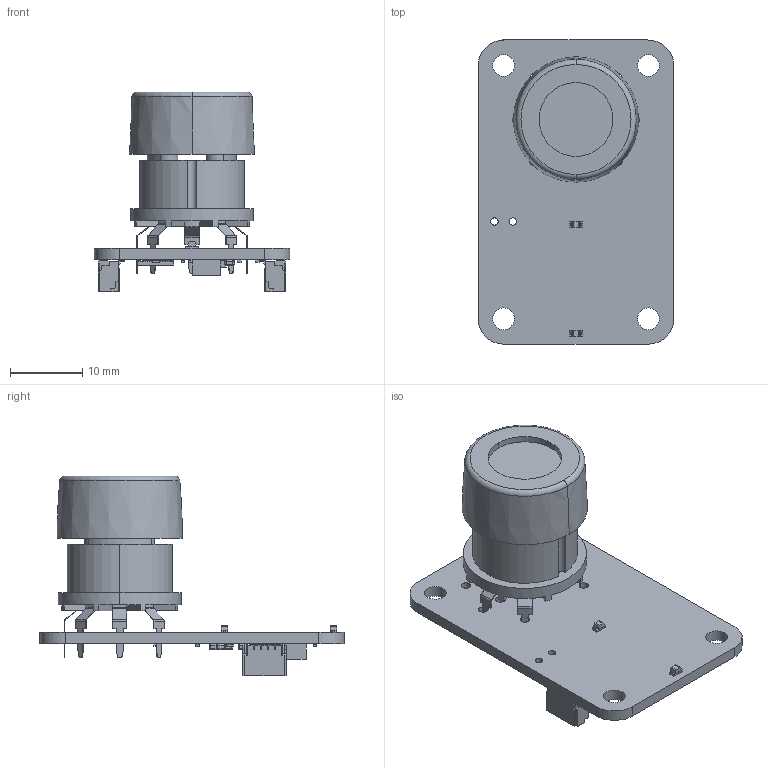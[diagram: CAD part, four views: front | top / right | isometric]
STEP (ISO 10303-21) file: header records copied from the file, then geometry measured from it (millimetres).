
FILE_DESCRIPTION(('Open CASCADE Model'),'2;1');
FILE_NAME('Open CASCADE Shape Model','2025-04-15T11:22:26',('Author'),( 'Open CASCADE'),'Open CASCADE STEP processor 7.5','Open CASCADE 7.5' ,'Unknown');
FILE_SCHEMA(('AUTOMOTIVE_DESIGN { 1 0 10303 214 1 1 1 1 }'));
Length unit declared in the file: millimetre
Products named in the file (67): PCB; Board; Open CASCADE STEP translator 7.5 3.1.1; STAT1; 0603 LED Green; Solid1; Solid4; R11; User Library-R SMD 0402; User Library-R SMD 0402_0402 BODY; User Library-R SMD 0402_0402 PAD; User Library-R SMD 0402_0402 OPIS; R10; R9; HEAT; 0603 LED Red; Pad; Pad005; Pad001; Pad004; Pad003; Lens; R8; 6713564048; Extruded; 6713563888; U2; IC_Texas_Instruments_TPS61232DRCR_eec; Body; Pads; TI logo; Ti text; R7; 6713563648; 6713563488; R6; R5; L1; 6713563088; C7 ...
Assembly tree (81 placements, depth 4):
  PCB
    Board
      Open CASCADE STEP translator 7.5 3.1.1
    STAT1
      0603 LED Green
        Solid1
        Solid4
        Solid1
        Solid1
        Solid4
        Solid1
        Solid1
        Solid1
    R11
      User Library-R SMD 0402
        User Library-R SMD 0402_0402 BODY
        User Library-R SMD 0402_0402 PAD  x2
        User Library-R SMD 0402_0402 OPIS
    R10
      User Library-R SMD 0402
        User Library-R SMD 0402_0402 BODY
        User Library-R SMD 0402_0402 PAD  x2
        User Library-R SMD 0402_0402 OPIS
    R9
      User Library-R SMD 0402
        User Library-R SMD 0402_0402 BODY
        User Library-R SMD 0402_0402 PAD  x2
        User Library-R SMD 0402_0402 OPIS
    HEAT
      0603 LED Red
        Pad
        Pad005
        Pad001
        Pad004
        Pad003
        Lens
    R8
      6713564048
        Extruded
      6713563888  x2
        Extruded
    U2
      IC_Texas_Instruments_TPS61232DRCR_eec
        Body
        Pads
        TI logo
        Ti text
    R7
      6713563648
        Extruded
      6713563488  x2
        Extruded
    R6
      User Library-R SMD 0402
        User Library-R SMD 0402_0402 BODY
        User Library-R SMD 0402_0402 PAD  x2
        User Library-R SMD 0402_0402 OPIS
    R5
      6713563648
        Extruded
Bounding box: 27 x 42.04 x 27.62 mm (x, y, z)
Volume: 4846.2 mm3; surface area: 6174.4 mm2
Topology: 150 solids, 150 shells, 3146 faces, 9276 edges, 7929 vertices
Faces by surface type: plane 2003, cylinder 543, bspline 514, sphere 48, revolution 18, cone 16, torus 4
Full cylindrical faces by diameter (mm): 1.016 x2, 1.27 x7, 1.3 x6, 3 x4
Entity records: 97507 total; most frequent: CARTESIAN_POINT 22873, DIRECTION 12149, ORIENTED_EDGE 11652, EDGE_CURVE 5826, LINE 5817, VECTOR 5817, VERTEX_POINT 3821, AXIS2_PLACEMENT_3D 3161
